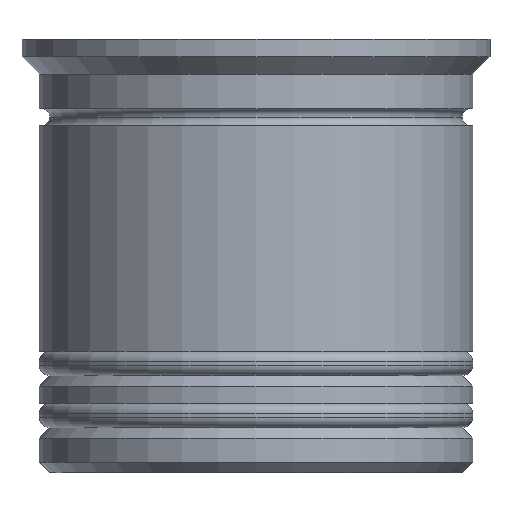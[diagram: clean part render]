
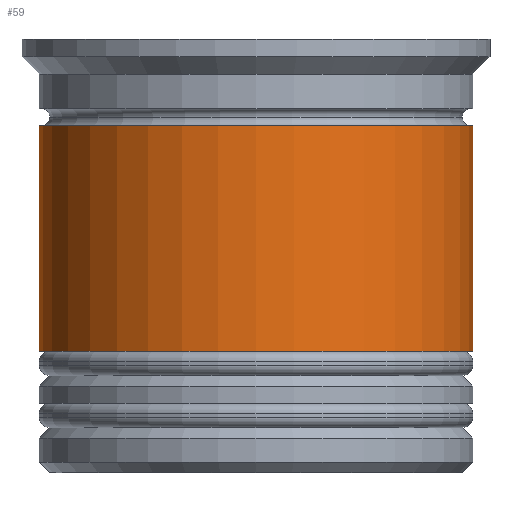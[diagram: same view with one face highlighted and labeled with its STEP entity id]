
A CAD part, front view. The second image highlights one B-rep face of the part: STEP entity #59.
In plain terms, the highlighted cylindrical face has radius 6.25 mm (diameter 12.5 mm), a partial arc.
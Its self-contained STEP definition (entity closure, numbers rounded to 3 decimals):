
#40 = AXIS2_PLACEMENT_3D ( 'NONE', #303, #1162, #1532 ) ;
#59 = ADVANCED_FACE ( 'NONE', ( #73 ), #113, .T. ) ;
#73 = FACE_OUTER_BOUND ( 'NONE', #964, .T. ) ;
#113 = CYLINDRICAL_SURFACE ( 'NONE', #162, 6.25 ) ;
#123 = ORIENTED_EDGE ( 'NONE', *, *, #1515, .F. ) ;
#162 = AXIS2_PLACEMENT_3D ( 'NONE', #1172, #387, #695 ) ;
#195 = AXIS2_PLACEMENT_3D ( 'NONE', #1184, #286, #1027 ) ;
#239 = ORIENTED_EDGE ( 'NONE', *, *, #1664, .F. ) ;
#259 = VERTEX_POINT ( 'NONE', #1337 ) ;
#286 = DIRECTION ( 'NONE',  ( 0., 0., 1. ) ) ;
#303 = CARTESIAN_POINT ( 'NONE',  ( 0., 0., -2.5 ) ) ;
#387 = DIRECTION ( 'NONE',  ( 0., 0., 1. ) ) ;
#407 = DIRECTION ( 'NONE',  ( 0., 0., 1. ) ) ;
#411 = ORIENTED_EDGE ( 'NONE', *, *, #1416, .T. ) ;
#583 = CARTESIAN_POINT ( 'NONE',  ( -6.25, 0., 0. ) ) ;
#695 = DIRECTION ( 'NONE',  ( 1., 0., 0. ) ) ;
#814 = CARTESIAN_POINT ( 'NONE',  ( 6.25, 0., -2.5 ) ) ;
#846 = VERTEX_POINT ( 'NONE', #814 ) ;
#873 = VECTOR ( 'NONE', #921, 1000. ) ;
#907 = CIRCLE ( 'NONE', #40, 6.25 ) ;
#921 = DIRECTION ( 'NONE',  ( 0., 0., 1. ) ) ;
#964 = EDGE_LOOP ( 'NONE', ( #239, #1025, #411, #123 ) ) ;
#1025 = ORIENTED_EDGE ( 'NONE', *, *, #1682, .T. ) ;
#1027 = DIRECTION ( 'NONE',  ( 1., 0., 0. ) ) ;
#1068 = CARTESIAN_POINT ( 'NONE',  ( 6.25, 0., 0. ) ) ;
#1162 = DIRECTION ( 'NONE',  ( 0., 0., 1. ) ) ;
#1167 = VECTOR ( 'NONE', #407, 1000. ) ;
#1172 = CARTESIAN_POINT ( 'NONE',  ( 0., 0., 0. ) ) ;
#1184 = CARTESIAN_POINT ( 'NONE',  ( 0., 0., -9. ) ) ;
#1219 = VERTEX_POINT ( 'NONE', #1846 ) ;
#1285 = VERTEX_POINT ( 'NONE', #1544 ) ;
#1337 = CARTESIAN_POINT ( 'NONE',  ( -6.25, 0., -9. ) ) ;
#1416 = EDGE_CURVE ( 'NONE', #1285, #846, #1845, .T. ) ;
#1515 = EDGE_CURVE ( 'NONE', #1219, #846, #907, .T. ) ;
#1532 = DIRECTION ( 'NONE',  ( 1., 0., 0. ) ) ;
#1544 = CARTESIAN_POINT ( 'NONE',  ( 6.25, 0., -9. ) ) ;
#1547 = CIRCLE ( 'NONE', #195, 6.25 ) ;
#1635 = LINE ( 'NONE', #583, #1167 ) ;
#1664 = EDGE_CURVE ( 'NONE', #259, #1219, #1635, .T. ) ;
#1682 = EDGE_CURVE ( 'NONE', #259, #1285, #1547, .T. ) ;
#1845 = LINE ( 'NONE', #1068, #873 ) ;
#1846 = CARTESIAN_POINT ( 'NONE',  ( -6.25, 0., -2.5 ) ) ;
